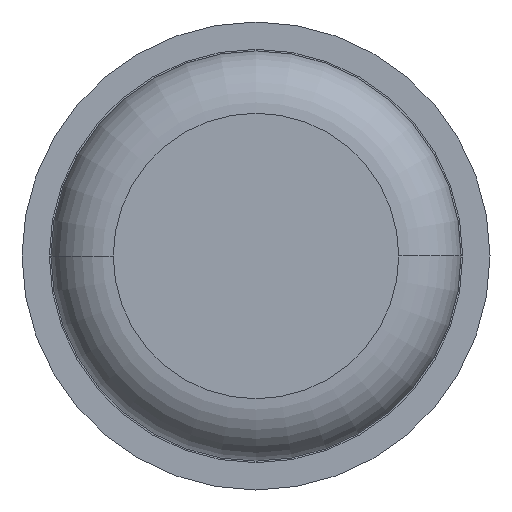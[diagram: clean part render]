
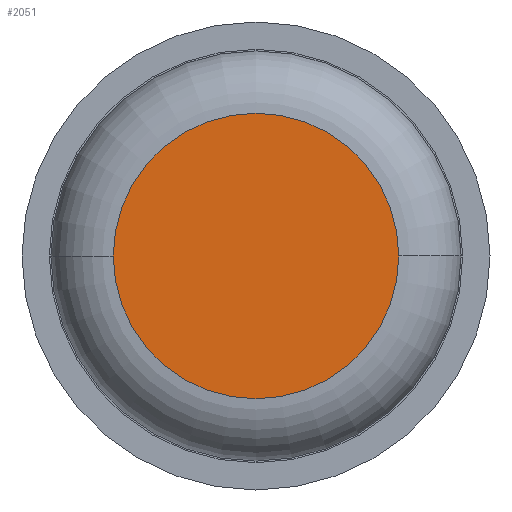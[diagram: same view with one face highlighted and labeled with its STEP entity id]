
A CAD part, front view. The second image highlights one B-rep face of the part: STEP entity #2051.
In plain terms, the highlighted planar face has unit normal (0, -1, 0).
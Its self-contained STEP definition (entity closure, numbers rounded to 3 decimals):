
#229 = DIRECTION ( 'NONE',  ( -1., 0., 0. ) ) ;
#419 = ORIENTED_EDGE ( 'NONE', *, *, #752, .T. ) ;
#752 = EDGE_CURVE ( 'Defeature ausgef�hrt1_6+Defeature ausgef�hrt1_7+Defeature ausgef�hrt1_7+Defeature ausgef�hrt1_7', #1074, #3646, #1487, .T. ) ;
#815 = CARTESIAN_POINT ( 'NONE',  ( 0., 0., 0. ) ) ;
#1074 = VERTEX_POINT ( 'NONE', #3292 ) ;
#1207 = DIRECTION ( 'NONE',  ( -1., 0., 0. ) ) ;
#1234 = DIRECTION ( 'NONE',  ( 0., 1., 0. ) ) ;
#1238 = EDGE_LOOP ( 'NONE', ( #419, #2331 ) ) ;
#1487 = CIRCLE ( 'NONE', #2514, 0.915 ) ;
#1526 = DIRECTION ( 'NONE',  ( -1., 0., 0. ) ) ;
#1584 = PLANE ( 'NONE',  #1989 ) ;
#1989 = AXIS2_PLACEMENT_3D ( 'NONE', #3581, #1234, #229 ) ;
#2051 = ADVANCED_FACE ( 'Defeature ausgef�hrt1_6', ( #2537 ), #1584, .F. ) ;
#2114 = EDGE_CURVE ( 'Defeature ausgef�hrt1_6+Defeature ausgef�hrt1_7+Defeature ausgef�hrt1_7+Defeature ausgef�hrt1_7', #3646, #1074, #2745, .T. ) ;
#2331 = ORIENTED_EDGE ( 'NONE', *, *, #2114, .T. ) ;
#2342 = CARTESIAN_POINT ( 'NONE',  ( 0.915, 0., 0. ) ) ;
#2514 = AXIS2_PLACEMENT_3D ( 'NONE', #3878, #3838, #1207 ) ;
#2520 = DIRECTION ( 'NONE',  ( 0., -1., 0. ) ) ;
#2537 = FACE_OUTER_BOUND ( 'NONE', #1238, .T. ) ;
#2665 = AXIS2_PLACEMENT_3D ( 'NONE', #815, #2520, #1526 ) ;
#2745 = CIRCLE ( 'NONE', #2665, 0.915 ) ;
#3292 = CARTESIAN_POINT ( 'NONE',  ( -0.915, 0., 0. ) ) ;
#3581 = CARTESIAN_POINT ( 'NONE',  ( 0., 0., 0. ) ) ;
#3646 = VERTEX_POINT ( 'NONE', #2342 ) ;
#3838 = DIRECTION ( 'NONE',  ( 0., -1., 0. ) ) ;
#3878 = CARTESIAN_POINT ( 'NONE',  ( 0., 0., 0. ) ) ;
